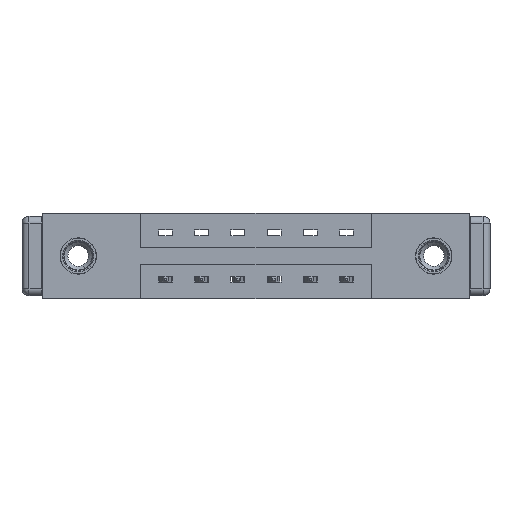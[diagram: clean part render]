
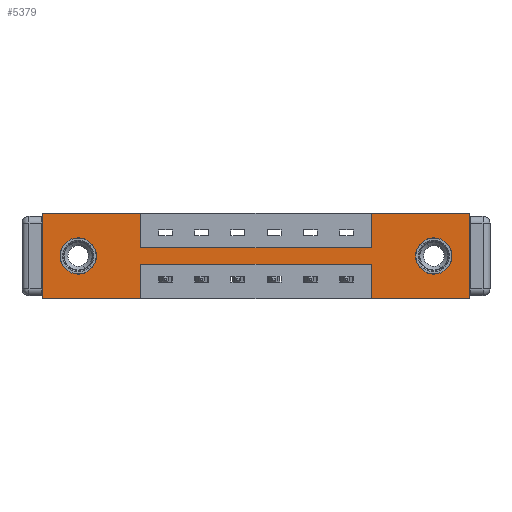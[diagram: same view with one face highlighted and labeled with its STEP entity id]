
A CAD part, front view. The second image highlights one B-rep face of the part: STEP entity #5379.
In plain terms, the highlighted planar face has unit normal (0, -1, 0).
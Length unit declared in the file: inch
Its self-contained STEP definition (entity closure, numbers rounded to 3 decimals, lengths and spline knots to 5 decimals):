
#89 = DIRECTION ( 'NONE',  ( 0., 1., 0. ) ) ;
#363 = AXIS2_PLACEMENT_3D ( 'NONE', #1277, #4976, #11405 ) ;
#417 = ORIENTED_EDGE ( 'NONE', *, *, #671, .F. ) ;
#499 = VERTEX_POINT ( 'NONE', #4231 ) ;
#539 = ORIENTED_EDGE ( 'NONE', *, *, #6899, .T. ) ;
#671 = EDGE_CURVE ( 'NONE', #9178, #2629, #7997, .T. ) ;
#679 = CARTESIAN_POINT ( 'NONE',  ( 1.417, 0., -0.22 ) ) ;
#680 = ORIENTED_EDGE ( 'NONE', *, *, #3842, .F. ) ;
#695 = PLANE ( 'NONE',  #8796 ) ;
#731 = ORIENTED_EDGE ( 'NONE', *, *, #7004, .T. ) ;
#777 = ORIENTED_EDGE ( 'NONE', *, *, #6720, .F. ) ;
#828 = CARTESIAN_POINT ( 'NONE',  ( 1.417, 0., -0.37 ) ) ;
#899 = CARTESIAN_POINT ( 'NONE',  ( 0.425, 0., 0. ) ) ;
#1008 = VERTEX_POINT ( 'NONE', #5072 ) ;
#1277 = CARTESIAN_POINT ( 'NONE',  ( 1.687, 0., -0.185 ) ) ;
#1348 = VERTEX_POINT ( 'NONE', #7615 ) ;
#1371 = DIRECTION ( 'NONE',  ( 0., 1., 0. ) ) ;
#1643 = EDGE_CURVE ( 'NONE', #8094, #1703, #3369, .T. ) ;
#1664 = CIRCLE ( 'NONE', #2669, 0.078 ) ;
#1703 = VERTEX_POINT ( 'NONE', #4640 ) ;
#1717 = ORIENTED_EDGE ( 'NONE', *, *, #4512, .F. ) ;
#1726 = ORIENTED_EDGE ( 'NONE', *, *, #11084, .F. ) ;
#1936 = CARTESIAN_POINT ( 'NONE',  ( 0.425, 0., -0.22 ) ) ;
#1942 = VERTEX_POINT ( 'NONE', #5774 ) ;
#1979 = DIRECTION ( 'NONE',  ( 0., 0., -1. ) ) ;
#2098 = LINE ( 'NONE', #3311, #11583 ) ;
#2162 = CARTESIAN_POINT ( 'NONE',  ( 0., 0., 0. ) ) ;
#2177 = ORIENTED_EDGE ( 'NONE', *, *, #4879, .T. ) ;
#2243 = AXIS2_PLACEMENT_3D ( 'NONE', #11154, #89, #10127 ) ;
#2359 = VERTEX_POINT ( 'NONE', #10491 ) ;
#2629 = VERTEX_POINT ( 'NONE', #679 ) ;
#2636 = CARTESIAN_POINT ( 'NONE',  ( 0., 0., -0.37 ) ) ;
#2669 = AXIS2_PLACEMENT_3D ( 'NONE', #9769, #1371, #7848 ) ;
#2754 = DIRECTION ( 'NONE',  ( 0., 0., -1. ) ) ;
#3030 = LINE ( 'NONE', #6332, #6163 ) ;
#3124 = LINE ( 'NONE', #5238, #9303 ) ;
#3311 = CARTESIAN_POINT ( 'NONE',  ( 0., 0., -0.37 ) ) ;
#3369 = LINE ( 'NONE', #2636, #4533 ) ;
#3406 = ORIENTED_EDGE ( 'NONE', *, *, #8225, .F. ) ;
#3553 = DIRECTION ( 'NONE',  ( -1., 0., 0. ) ) ;
#3645 = VERTEX_POINT ( 'NONE', #11712 ) ;
#3842 = EDGE_CURVE ( 'NONE', #8780, #1348, #7340, .T. ) ;
#4159 = CARTESIAN_POINT ( 'NONE',  ( 1.417, 0., 0. ) ) ;
#4166 = LINE ( 'NONE', #4159, #7764 ) ;
#4231 = CARTESIAN_POINT ( 'NONE',  ( 0., 0., 0. ) ) ;
#4512 = EDGE_CURVE ( 'NONE', #3645, #1008, #3030, .T. ) ;
#4533 = VECTOR ( 'NONE', #3553, 39.37008 ) ;
#4628 = EDGE_LOOP ( 'NONE', ( #7142, #539 ) ) ;
#4640 = CARTESIAN_POINT ( 'NONE',  ( 0., 0., -0.37 ) ) ;
#4674 = CARTESIAN_POINT ( 'NONE',  ( 1.687, 0., -0.185 ) ) ;
#4703 = ORIENTED_EDGE ( 'NONE', *, *, #1643, .F. ) ;
#4764 = EDGE_CURVE ( 'NONE', #7560, #5563, #4166, .T. ) ;
#4879 = EDGE_CURVE ( 'NONE', #5619, #1942, #5013, .T. ) ;
#4928 = VECTOR ( 'NONE', #4935, 39.37008 ) ;
#4935 = DIRECTION ( 'NONE',  ( 1., 0., 0. ) ) ;
#4976 = DIRECTION ( 'NONE',  ( 0., 1., 0. ) ) ;
#5013 = CIRCLE ( 'NONE', #2243, 0.078 ) ;
#5072 = CARTESIAN_POINT ( 'NONE',  ( 1.842, 0., -0.37 ) ) ;
#5099 = DIRECTION ( 'NONE',  ( -1., 0., 0. ) ) ;
#5238 = CARTESIAN_POINT ( 'NONE',  ( 0., 0., 0. ) ) ;
#5379 = ADVANCED_FACE ( 'NONE', ( #5452, #10436, #9591 ), #695, .T. ) ;
#5452 = FACE_BOUND ( 'NONE', #4628, .T. ) ;
#5501 = VECTOR ( 'NONE', #11719, 39.37008 ) ;
#5524 = DIRECTION ( 'NONE',  ( 0., 0., -1. ) ) ;
#5549 = VECTOR ( 'NONE', #8981, 39.37008 ) ;
#5562 = DIRECTION ( 'NONE',  ( 0., 0., 1. ) ) ;
#5563 = VERTEX_POINT ( 'NONE', #7659 ) ;
#5619 = VERTEX_POINT ( 'NONE', #10443 ) ;
#5774 = CARTESIAN_POINT ( 'NONE',  ( 0.155, 0., -0.263 ) ) ;
#6088 = VECTOR ( 'NONE', #7286, 39.37008 ) ;
#6132 = VECTOR ( 'NONE', #5562, 39.37008 ) ;
#6163 = VECTOR ( 'NONE', #6246, 39.37008 ) ;
#6246 = DIRECTION ( 'NONE',  ( 0., 0., -1. ) ) ;
#6281 = DIRECTION ( 'NONE',  ( 0., -1., 0. ) ) ;
#6332 = CARTESIAN_POINT ( 'NONE',  ( 1.842, 0., 0. ) ) ;
#6353 = CARTESIAN_POINT ( 'NONE',  ( 0.425, 0., 0. ) ) ;
#6437 = CARTESIAN_POINT ( 'NONE',  ( 0., 0., 0. ) ) ;
#6440 = ORIENTED_EDGE ( 'NONE', *, *, #4764, .F. ) ;
#6450 = EDGE_CURVE ( 'NONE', #499, #8780, #3124, .T. ) ;
#6500 = DIRECTION ( 'NONE',  ( 0., 1., 0. ) ) ;
#6676 = CIRCLE ( 'NONE', #6863, 0.078 ) ;
#6720 = EDGE_CURVE ( 'NONE', #1008, #9178, #2098, .T. ) ;
#6829 = EDGE_CURVE ( 'NONE', #1348, #7560, #11723, .T. ) ;
#6863 = AXIS2_PLACEMENT_3D ( 'NONE', #4674, #6500, #1979 ) ;
#6899 = EDGE_CURVE ( 'NONE', #8294, #2359, #6676, .T. ) ;
#6941 = VECTOR ( 'NONE', #7470, 39.37008 ) ;
#6992 = DIRECTION ( 'NONE',  ( 0., 0., 1. ) ) ;
#7004 = EDGE_CURVE ( 'NONE', #1942, #5619, #1664, .T. ) ;
#7006 = CARTESIAN_POINT ( 'NONE',  ( 0.425, 0., -0.37 ) ) ;
#7127 = ORIENTED_EDGE ( 'NONE', *, *, #7612, .F. ) ;
#7142 = ORIENTED_EDGE ( 'NONE', *, *, #10312, .T. ) ;
#7174 = CARTESIAN_POINT ( 'NONE',  ( 0.425, 0., -0.37 ) ) ;
#7237 = CARTESIAN_POINT ( 'NONE',  ( 1.417, 0., -0.15 ) ) ;
#7286 = DIRECTION ( 'NONE',  ( 1., 0., 0. ) ) ;
#7340 = LINE ( 'NONE', #6353, #10328 ) ;
#7470 = DIRECTION ( 'NONE',  ( -1., 0., 0. ) ) ;
#7560 = VERTEX_POINT ( 'NONE', #7237 ) ;
#7612 = EDGE_CURVE ( 'NONE', #2629, #11896, #7968, .T. ) ;
#7615 = CARTESIAN_POINT ( 'NONE',  ( 0.425, 0., -0.15 ) ) ;
#7659 = CARTESIAN_POINT ( 'NONE',  ( 1.417, 0., 0. ) ) ;
#7764 = VECTOR ( 'NONE', #6992, 39.37008 ) ;
#7848 = DIRECTION ( 'NONE',  ( 0., 0., 1. ) ) ;
#7968 = LINE ( 'NONE', #1936, #6941 ) ;
#7997 = LINE ( 'NONE', #8937, #5549 ) ;
#8051 = ORIENTED_EDGE ( 'NONE', *, *, #8680, .F. ) ;
#8094 = VERTEX_POINT ( 'NONE', #7006 ) ;
#8174 = CARTESIAN_POINT ( 'NONE',  ( 0.425, 0., -0.15 ) ) ;
#8225 = EDGE_CURVE ( 'NONE', #5563, #3645, #10825, .T. ) ;
#8294 = VERTEX_POINT ( 'NONE', #9318 ) ;
#8586 = LINE ( 'NONE', #6437, #6132 ) ;
#8635 = CARTESIAN_POINT ( 'NONE',  ( 0.425, 0., -0.22 ) ) ;
#8680 = EDGE_CURVE ( 'NONE', #11896, #8094, #9806, .T. ) ;
#8780 = VERTEX_POINT ( 'NONE', #899 ) ;
#8796 = AXIS2_PLACEMENT_3D ( 'NONE', #9946, #6281, #5524 ) ;
#8937 = CARTESIAN_POINT ( 'NONE',  ( 1.417, 0., -0.37 ) ) ;
#8981 = DIRECTION ( 'NONE',  ( 0., 0., 1. ) ) ;
#9031 = DIRECTION ( 'NONE',  ( 1., 0., 0. ) ) ;
#9178 = VERTEX_POINT ( 'NONE', #828 ) ;
#9303 = VECTOR ( 'NONE', #9031, 39.37008 ) ;
#9318 = CARTESIAN_POINT ( 'NONE',  ( 1.687, 0., -0.263 ) ) ;
#9591 = FACE_OUTER_BOUND ( 'NONE', #9789, .T. ) ;
#9769 = CARTESIAN_POINT ( 'NONE',  ( 0.155, 0., -0.185 ) ) ;
#9789 = EDGE_LOOP ( 'NONE', ( #8051, #7127, #417, #777, #1717, #3406, #6440, #11202, #680, #11527, #1726, #4703 ) ) ;
#9806 = LINE ( 'NONE', #7174, #5501 ) ;
#9946 = CARTESIAN_POINT ( 'NONE',  ( 0., 0., -0.37 ) ) ;
#10127 = DIRECTION ( 'NONE',  ( 0., 0., 1. ) ) ;
#10312 = EDGE_CURVE ( 'NONE', #2359, #8294, #11783, .T. ) ;
#10328 = VECTOR ( 'NONE', #2754, 39.37008 ) ;
#10436 = FACE_BOUND ( 'NONE', #11196, .T. ) ;
#10443 = CARTESIAN_POINT ( 'NONE',  ( 0.155, 0., -0.107 ) ) ;
#10491 = CARTESIAN_POINT ( 'NONE',  ( 1.687, 0., -0.107 ) ) ;
#10825 = LINE ( 'NONE', #2162, #4928 ) ;
#11084 = EDGE_CURVE ( 'NONE', #1703, #499, #8586, .T. ) ;
#11154 = CARTESIAN_POINT ( 'NONE',  ( 0.155, 0., -0.185 ) ) ;
#11196 = EDGE_LOOP ( 'NONE', ( #2177, #731 ) ) ;
#11202 = ORIENTED_EDGE ( 'NONE', *, *, #6829, .F. ) ;
#11405 = DIRECTION ( 'NONE',  ( 0., 0., -1. ) ) ;
#11527 = ORIENTED_EDGE ( 'NONE', *, *, #6450, .F. ) ;
#11583 = VECTOR ( 'NONE', #5099, 39.37008 ) ;
#11712 = CARTESIAN_POINT ( 'NONE',  ( 1.842, 0., 0. ) ) ;
#11719 = DIRECTION ( 'NONE',  ( 0., 0., -1. ) ) ;
#11723 = LINE ( 'NONE', #8174, #6088 ) ;
#11783 = CIRCLE ( 'NONE', #363, 0.078 ) ;
#11896 = VERTEX_POINT ( 'NONE', #8635 ) ;
